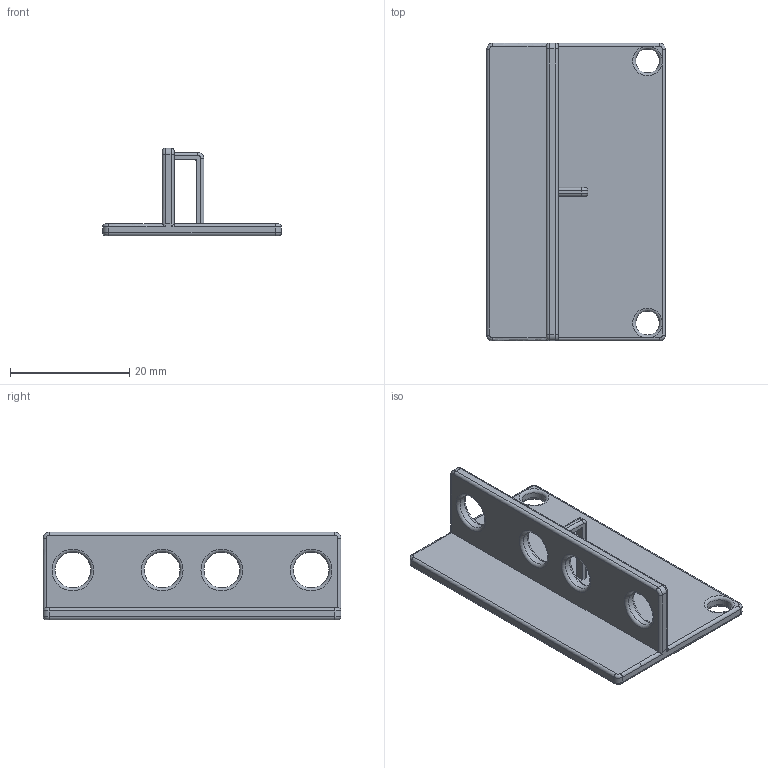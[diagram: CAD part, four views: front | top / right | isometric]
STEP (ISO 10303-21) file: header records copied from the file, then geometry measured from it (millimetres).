
FILE_DESCRIPTION(('FreeCAD Model'),'2;1');
FILE_NAME('Open CASCADE Shape Model','2022-05-18T09:21:13',('Author'),( ''),'Open CASCADE STEP processor 7.5','FreeCAD','Unknown');
FILE_SCHEMA(('AUTOMOTIVE_DESIGN { 1 0 10303 214 1 1 1 1 }'));
Length unit declared in the file: millimetre
Products named in the file (1): Fillet014
Bounding box: 30 x 50 x 14.7 mm (x, y, z)
Surface area: 4504.4 mm2 (no closed solid volume)
Topology: 0 solids, 1 shells, 85 faces, 211 edges, 118 vertices
Faces by surface type: cylinder 34, torus 26, plane 22, bspline 3
Full cylindrical faces by diameter (mm): 4 x2, 6 x4
Entity records: 5314 total; most frequent: CARTESIAN_POINT 1166, DIRECTION 779, ORIENTED_EDGE 414, PCURVE 414, DEFINITIONAL_REPRESENTATION 414, LINE 374, VECTOR 374, EDGE_CURVE 208
